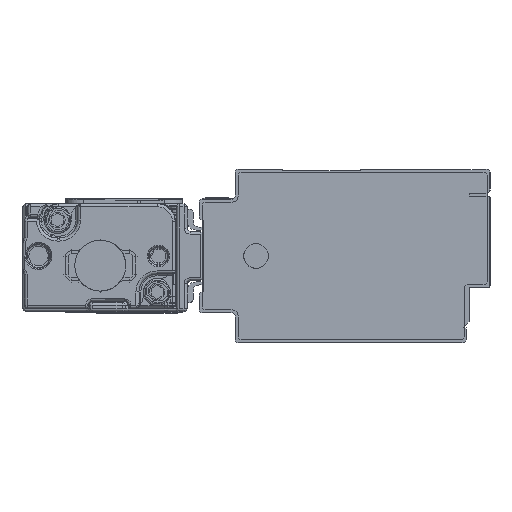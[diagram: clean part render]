
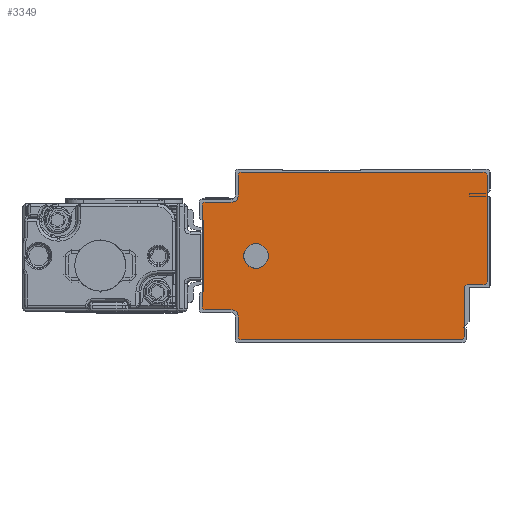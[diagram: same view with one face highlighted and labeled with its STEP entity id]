
A CAD part, left-side view. The second image highlights one B-rep face of the part: STEP entity #3349.
In plain terms, the highlighted planar face has unit normal (-1, 0, 0).
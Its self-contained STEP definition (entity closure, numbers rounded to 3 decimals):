
#1533=AXIS2_PLACEMENT_3D('Circle Axis2P3D',#1531,#1532,$) ;
#1571=AXIS2_PLACEMENT_3D('Circle Axis2P3D',#1569,#1570,$) ;
#1609=AXIS2_PLACEMENT_3D('Circle Axis2P3D',#1607,#1608,$) ;
#1647=AXIS2_PLACEMENT_3D('Circle Axis2P3D',#1645,#1646,$) ;
#3232=AXIS2_PLACEMENT_3D('Plane Axis2P3D',#3229,#3230,#3231) ;
#3236=AXIS2_PLACEMENT_3D('Circle Axis2P3D',#3234,#3235,$) ;
#3250=AXIS2_PLACEMENT_3D('Circle Axis2P3D',#3248,#3249,$) ;
#3264=AXIS2_PLACEMENT_3D('Circle Axis2P3D',#3262,#3263,$) ;
#3278=AXIS2_PLACEMENT_3D('Circle Axis2P3D',#3276,#3277,$) ;
#3292=AXIS2_PLACEMENT_3D('Circle Axis2P3D',#3290,#3291,$) ;
#3306=AXIS2_PLACEMENT_3D('Circle Axis2P3D',#3304,#3305,$) ;
#3333=AXIS2_PLACEMENT_3D('Circle Axis2P3D',#3331,#3332,$) ;
#3342=AXIS2_PLACEMENT_3D('Circle Axis2P3D',#3340,#3341,$) ;
#1489=CARTESIAN_POINT('Line Origine',(-1275.5,44.,14.5)) ;
#1493=CARTESIAN_POINT('Vertex',(-1275.5,44.,6.)) ;
#1495=CARTESIAN_POINT('Vertex',(-1275.5,44.,23.)) ;
#1531=CARTESIAN_POINT('Axis2P3D Location',(-1275.5,43.5,23.)) ;
#1535=CARTESIAN_POINT('Vertex',(-1275.5,43.5,23.5)) ;
#1550=CARTESIAN_POINT('Line Origine',(-1275.5,41.25,23.5)) ;
#1554=CARTESIAN_POINT('Vertex',(-1275.5,39.,23.5)) ;
#1569=CARTESIAN_POINT('Axis2P3D Location',(-1275.5,39.,24.5)) ;
#1573=CARTESIAN_POINT('Vertex',(-1275.5,38.,24.5)) ;
#1588=CARTESIAN_POINT('Line Origine',(-1275.5,38.,26.25)) ;
#1592=CARTESIAN_POINT('Vertex',(-1275.5,38.,28.)) ;
#1607=CARTESIAN_POINT('Axis2P3D Location',(-1275.5,37.5,28.)) ;
#1611=CARTESIAN_POINT('Vertex',(-1275.5,37.5,28.5)) ;
#1626=CARTESIAN_POINT('Line Origine',(-1275.5,17.25,28.5)) ;
#1630=CARTESIAN_POINT('Vertex',(-1275.5,-3.,28.5)) ;
#1645=CARTESIAN_POINT('Axis2P3D Location',(-1275.5,-3.,28.)) ;
#1649=CARTESIAN_POINT('Vertex',(-1275.5,-3.5,28.)) ;
#1664=CARTESIAN_POINT('Line Origine',(-1275.5,-3.5,19.1)) ;
#1668=CARTESIAN_POINT('Vertex',(-1275.5,-3.5,10.2)) ;
#3229=CARTESIAN_POINT('Axis2P3D Location',(-1275.5,0.,0.)) ;
#3234=CARTESIAN_POINT('Axis2P3D Location',(-1275.5,43.5,6.)) ;
#3238=CARTESIAN_POINT('Vertex',(-1275.5,43.5,5.5)) ;
#3241=CARTESIAN_POINT('Line Origine',(-1275.5,41.25,5.5)) ;
#3245=CARTESIAN_POINT('Vertex',(-1275.5,39.,5.5)) ;
#3248=CARTESIAN_POINT('Axis2P3D Location',(-1275.5,39.,4.5)) ;
#3252=CARTESIAN_POINT('Vertex',(-1275.5,38.,4.5)) ;
#3255=CARTESIAN_POINT('Line Origine',(-1275.5,38.,2.75)) ;
#3259=CARTESIAN_POINT('Vertex',(-1275.5,38.,1.)) ;
#3262=CARTESIAN_POINT('Axis2P3D Location',(-1275.5,37.5,1.)) ;
#3266=CARTESIAN_POINT('Vertex',(-1275.5,37.5,0.5)) ;
#3269=CARTESIAN_POINT('Line Origine',(-1275.5,19.15,0.5)) ;
#3273=CARTESIAN_POINT('Vertex',(-1275.5,0.8,0.5)) ;
#3276=CARTESIAN_POINT('Axis2P3D Location',(-1275.5,0.8,1.)) ;
#3280=CARTESIAN_POINT('Vertex',(-1275.5,0.3,1.)) ;
#3283=CARTESIAN_POINT('Line Origine',(-1275.5,0.3,5.1)) ;
#3287=CARTESIAN_POINT('Vertex',(-1275.5,0.3,9.2)) ;
#3290=CARTESIAN_POINT('Axis2P3D Location',(-1275.5,-0.2,9.2)) ;
#3294=CARTESIAN_POINT('Vertex',(-1275.5,-0.2,9.7)) ;
#3297=CARTESIAN_POINT('Line Origine',(-1275.5,-1.6,9.7)) ;
#3301=CARTESIAN_POINT('Vertex',(-1275.5,-3.,9.7)) ;
#3304=CARTESIAN_POINT('Axis2P3D Location',(-1275.5,-3.,10.2)) ;
#3331=CARTESIAN_POINT('Axis2P3D Location',(-1275.5,35.,14.5)) ;
#3335=CARTESIAN_POINT('Vertex',(-1275.5,33.186,13.509)) ;
#3337=CARTESIAN_POINT('Vertex',(-1275.5,36.814,15.491)) ;
#3340=CARTESIAN_POINT('Axis2P3D Location',(-1275.5,35.,14.5)) ;
#1490=DIRECTION('Vector Direction',(0.,0.,1.)) ;
#1532=DIRECTION('Axis2P3D Direction',(1.,0.,0.)) ;
#1551=DIRECTION('Vector Direction',(0.,1.,0.)) ;
#1570=DIRECTION('Axis2P3D Direction',(1.,0.,0.)) ;
#1589=DIRECTION('Vector Direction',(0.,0.,1.)) ;
#1608=DIRECTION('Axis2P3D Direction',(1.,0.,0.)) ;
#1627=DIRECTION('Vector Direction',(0.,1.,0.)) ;
#1646=DIRECTION('Axis2P3D Direction',(1.,0.,-0.)) ;
#1665=DIRECTION('Vector Direction',(0.,0.,-1.)) ;
#3230=DIRECTION('Axis2P3D Direction',(1.,0.,0.)) ;
#3231=DIRECTION('Axis2P3D XDirection',(0.,1.,0.)) ;
#3235=DIRECTION('Axis2P3D Direction',(1.,0.,0.)) ;
#3242=DIRECTION('Vector Direction',(0.,-1.,0.)) ;
#3249=DIRECTION('Axis2P3D Direction',(1.,0.,0.)) ;
#3256=DIRECTION('Vector Direction',(0.,0.,1.)) ;
#3263=DIRECTION('Axis2P3D Direction',(1.,0.,0.)) ;
#3270=DIRECTION('Vector Direction',(0.,-1.,0.)) ;
#3277=DIRECTION('Axis2P3D Direction',(1.,0.,0.)) ;
#3284=DIRECTION('Vector Direction',(0.,0.,-1.)) ;
#3291=DIRECTION('Axis2P3D Direction',(1.,0.,0.)) ;
#3298=DIRECTION('Vector Direction',(0.,1.,0.)) ;
#3305=DIRECTION('Axis2P3D Direction',(1.,0.,0.)) ;
#3332=DIRECTION('Axis2P3D Direction',(1.,0.,0.)) ;
#3341=DIRECTION('Axis2P3D Direction',(1.,0.,0.)) ;
#1491=VECTOR('Line Direction',#1490,1.) ;
#1552=VECTOR('Line Direction',#1551,1.) ;
#1590=VECTOR('Line Direction',#1589,1.) ;
#1628=VECTOR('Line Direction',#1627,1.) ;
#1666=VECTOR('Line Direction',#1665,1.) ;
#3243=VECTOR('Line Direction',#3242,1.) ;
#3257=VECTOR('Line Direction',#3256,1.) ;
#3271=VECTOR('Line Direction',#3270,1.) ;
#3285=VECTOR('Line Direction',#3284,1.) ;
#3299=VECTOR('Line Direction',#3298,1.) ;
#3310=ORIENTED_EDGE('',*,*,#1632,.F.) ;
#3311=ORIENTED_EDGE('',*,*,#1613,.F.) ;
#3312=ORIENTED_EDGE('',*,*,#1594,.F.) ;
#3313=ORIENTED_EDGE('',*,*,#1575,.F.) ;
#3314=ORIENTED_EDGE('',*,*,#1556,.F.) ;
#3315=ORIENTED_EDGE('',*,*,#1537,.F.) ;
#3316=ORIENTED_EDGE('',*,*,#1497,.F.) ;
#3317=ORIENTED_EDGE('',*,*,#3240,.F.) ;
#3318=ORIENTED_EDGE('',*,*,#3247,.F.) ;
#3319=ORIENTED_EDGE('',*,*,#3254,.F.) ;
#3320=ORIENTED_EDGE('',*,*,#3261,.F.) ;
#3321=ORIENTED_EDGE('',*,*,#3268,.F.) ;
#3322=ORIENTED_EDGE('',*,*,#3275,.F.) ;
#3323=ORIENTED_EDGE('',*,*,#3282,.F.) ;
#3324=ORIENTED_EDGE('',*,*,#3289,.F.) ;
#3325=ORIENTED_EDGE('',*,*,#3296,.F.) ;
#3326=ORIENTED_EDGE('',*,*,#3303,.F.) ;
#3327=ORIENTED_EDGE('',*,*,#3308,.F.) ;
#3328=ORIENTED_EDGE('',*,*,#1670,.F.) ;
#3329=ORIENTED_EDGE('',*,*,#1651,.F.) ;
#3346=ORIENTED_EDGE('',*,*,#3339,.T.) ;
#3347=ORIENTED_EDGE('',*,*,#3344,.T.) ;
#3348=FACE_BOUND('',#3345,.T.) ;
#3349=ADVANCED_FACE('\X2\FF8EFF9EFF83FF9EFF68FF70\X0\.2',(#3330,#3348),#3233,.F.) ;
#1534=CIRCLE('generated circle',#1533,0.5) ;
#1572=CIRCLE('generated circle',#1571,1.) ;
#1610=CIRCLE('generated circle',#1609,0.5) ;
#1648=CIRCLE('generated circle',#1647,0.5) ;
#3237=CIRCLE('generated circle',#3236,0.5) ;
#3251=CIRCLE('generated circle',#3250,1.) ;
#3265=CIRCLE('generated circle',#3264,0.5) ;
#3279=CIRCLE('generated circle',#3278,0.5) ;
#3293=CIRCLE('generated circle',#3292,0.5) ;
#3307=CIRCLE('generated circle',#3306,0.5) ;
#3334=CIRCLE('generated circle',#3333,2.067) ;
#3343=CIRCLE('generated circle',#3342,2.067) ;
#1497=EDGE_CURVE('',#1494,#1496,#1492,.T.) ;
#1537=EDGE_CURVE('',#1496,#1536,#1534,.T.) ;
#1556=EDGE_CURVE('',#1536,#1555,#1553,.F.) ;
#1575=EDGE_CURVE('',#1555,#1574,#1572,.F.) ;
#1594=EDGE_CURVE('',#1574,#1593,#1591,.T.) ;
#1613=EDGE_CURVE('',#1593,#1612,#1610,.T.) ;
#1632=EDGE_CURVE('',#1612,#1631,#1629,.F.) ;
#1651=EDGE_CURVE('',#1631,#1650,#1648,.T.) ;
#1670=EDGE_CURVE('',#1650,#1669,#1667,.T.) ;
#3240=EDGE_CURVE('',#3239,#1494,#3237,.T.) ;
#3247=EDGE_CURVE('',#3246,#3239,#3244,.F.) ;
#3254=EDGE_CURVE('',#3253,#3246,#3251,.F.) ;
#3261=EDGE_CURVE('',#3260,#3253,#3258,.T.) ;
#3268=EDGE_CURVE('',#3267,#3260,#3265,.T.) ;
#3275=EDGE_CURVE('',#3274,#3267,#3272,.F.) ;
#3282=EDGE_CURVE('',#3281,#3274,#3279,.T.) ;
#3289=EDGE_CURVE('',#3288,#3281,#3286,.T.) ;
#3296=EDGE_CURVE('',#3295,#3288,#3293,.F.) ;
#3303=EDGE_CURVE('',#3302,#3295,#3300,.T.) ;
#3308=EDGE_CURVE('',#1669,#3302,#3307,.T.) ;
#3339=EDGE_CURVE('',#3336,#3338,#3334,.T.) ;
#3344=EDGE_CURVE('',#3338,#3336,#3343,.T.) ;
#3309=EDGE_LOOP('',(#3310,#3311,#3312,#3313,#3314,#3315,#3316,#3317,#3318,#3319,#3320,#3321,#3322,#3323,#3324,#3325,#3326,#3327,#3328,#3329)) ;
#3345=EDGE_LOOP('',(#3346,#3347)) ;
#3330=FACE_OUTER_BOUND('',#3309,.T.) ;
#1492=LINE('Line',#1489,#1491) ;
#1553=LINE('Line',#1550,#1552) ;
#1591=LINE('Line',#1588,#1590) ;
#1629=LINE('Line',#1626,#1628) ;
#1667=LINE('Line',#1664,#1666) ;
#3244=LINE('Line',#3241,#3243) ;
#3258=LINE('Line',#3255,#3257) ;
#3272=LINE('Line',#3269,#3271) ;
#3286=LINE('Line',#3283,#3285) ;
#3300=LINE('Line',#3297,#3299) ;
#3233=PLANE('Plane',#3232) ;
#1494=VERTEX_POINT('',#1493) ;
#1496=VERTEX_POINT('',#1495) ;
#1536=VERTEX_POINT('',#1535) ;
#1555=VERTEX_POINT('',#1554) ;
#1574=VERTEX_POINT('',#1573) ;
#1593=VERTEX_POINT('',#1592) ;
#1612=VERTEX_POINT('',#1611) ;
#1631=VERTEX_POINT('',#1630) ;
#1650=VERTEX_POINT('',#1649) ;
#1669=VERTEX_POINT('',#1668) ;
#3239=VERTEX_POINT('',#3238) ;
#3246=VERTEX_POINT('',#3245) ;
#3253=VERTEX_POINT('',#3252) ;
#3260=VERTEX_POINT('',#3259) ;
#3267=VERTEX_POINT('',#3266) ;
#3274=VERTEX_POINT('',#3273) ;
#3281=VERTEX_POINT('',#3280) ;
#3288=VERTEX_POINT('',#3287) ;
#3295=VERTEX_POINT('',#3294) ;
#3302=VERTEX_POINT('',#3301) ;
#3336=VERTEX_POINT('',#3335) ;
#3338=VERTEX_POINT('',#3337) ;
